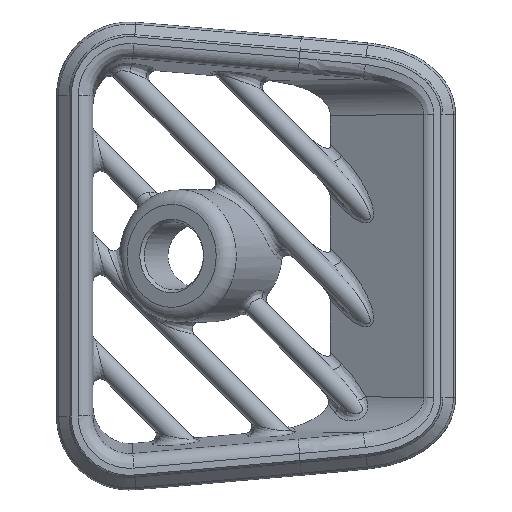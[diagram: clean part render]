
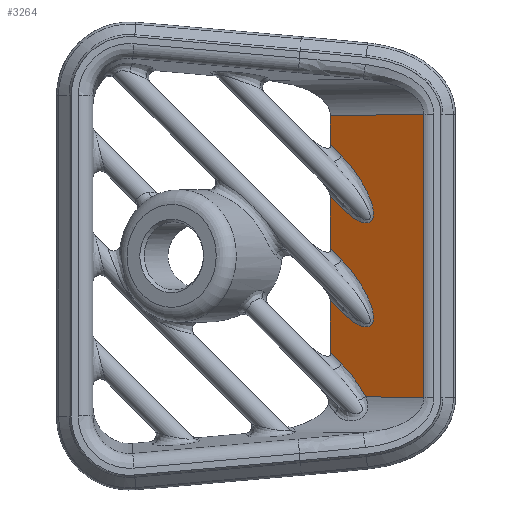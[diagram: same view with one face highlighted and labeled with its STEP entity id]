
A CAD part, top view. The second image highlights one B-rep face of the part: STEP entity #3264.
In plain terms, the highlighted planar face has unit normal (-0.5, 0, 0.866).
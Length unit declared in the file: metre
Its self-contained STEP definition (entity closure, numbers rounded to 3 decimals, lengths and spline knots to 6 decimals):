
#129=PLANE('',#3536);
#244=LINE('',#5101,#421);
#245=LINE('',#5104,#422);
#246=LINE('',#5106,#423);
#247=LINE('',#5110,#424);
#248=LINE('',#5112,#425);
#249=LINE('',#5114,#426);
#250=LINE('',#5118,#427);
#251=LINE('',#5120,#428);
#252=LINE('',#5122,#429);
#253=LINE('',#5126,#430);
#254=LINE('',#5128,#431);
#421=VECTOR('',#3895,1.);
#422=VECTOR('',#3896,1.);
#423=VECTOR('',#3897,1.);
#424=VECTOR('',#3900,1.);
#425=VECTOR('',#3901,1.);
#426=VECTOR('',#3902,1.);
#427=VECTOR('',#3905,1.);
#428=VECTOR('',#3906,1.);
#429=VECTOR('',#3907,1.);
#430=VECTOR('',#3910,1.);
#431=VECTOR('',#3911,1.);
#996=ORIENTED_EDGE('',*,*,#2026,.T.);
#997=ORIENTED_EDGE('',*,*,#2027,.T.);
#998=ORIENTED_EDGE('',*,*,#2028,.T.);
#999=ORIENTED_EDGE('',*,*,#2029,.T.);
#1000=ORIENTED_EDGE('',*,*,#2030,.T.);
#1001=ORIENTED_EDGE('',*,*,#2031,.T.);
#1002=ORIENTED_EDGE('',*,*,#2032,.T.);
#1003=ORIENTED_EDGE('',*,*,#2033,.T.);
#1004=ORIENTED_EDGE('',*,*,#2034,.T.);
#1005=ORIENTED_EDGE('',*,*,#2035,.T.);
#1006=ORIENTED_EDGE('',*,*,#2036,.T.);
#1007=ORIENTED_EDGE('',*,*,#2037,.T.);
#1008=ORIENTED_EDGE('',*,*,#2038,.T.);
#1009=ORIENTED_EDGE('',*,*,#2039,.T.);
#2026=EDGE_CURVE('',#2538,#2539,#244,.T.);
#2027=EDGE_CURVE('',#2539,#2540,#245,.T.);
#2028=EDGE_CURVE('',#2540,#2541,#246,.T.);
#2029=EDGE_CURVE('',#2541,#2542,#2702,.F.);
#2030=EDGE_CURVE('',#2542,#2543,#247,.T.);
#2031=EDGE_CURVE('',#2543,#2544,#248,.T.);
#2032=EDGE_CURVE('',#2544,#2545,#249,.T.);
#2033=EDGE_CURVE('',#2545,#2546,#2703,.F.);
#2034=EDGE_CURVE('',#2546,#2547,#250,.T.);
#2035=EDGE_CURVE('',#2547,#2548,#251,.T.);
#2036=EDGE_CURVE('',#2548,#2549,#252,.T.);
#2037=EDGE_CURVE('',#2549,#2550,#2704,.F.);
#2038=EDGE_CURVE('',#2550,#2551,#253,.T.);
#2039=EDGE_CURVE('',#2551,#2538,#254,.T.);
#2538=VERTEX_POINT('',#5102);
#2539=VERTEX_POINT('',#5103);
#2540=VERTEX_POINT('',#5105);
#2541=VERTEX_POINT('',#5107);
#2542=VERTEX_POINT('',#5109);
#2543=VERTEX_POINT('',#5111);
#2544=VERTEX_POINT('',#5113);
#2545=VERTEX_POINT('',#5115);
#2546=VERTEX_POINT('',#5117);
#2547=VERTEX_POINT('',#5119);
#2548=VERTEX_POINT('',#5121);
#2549=VERTEX_POINT('',#5123);
#2550=VERTEX_POINT('',#5125);
#2551=VERTEX_POINT('',#5127);
#2702=ELLIPSE('',#3537,0.007071,0.0025);
#2703=ELLIPSE('',#3538,0.007071,0.0025);
#2704=ELLIPSE('',#3539,0.007071,0.0025);
#2751=EDGE_LOOP('',(#996,#997,#998,#999,#1000,#1001,#1002,#1003,#1004,#1005,
#1006,#1007,#1008,#1009));
#2987=FACE_BOUND('',#2751,.T.);
#3264=ADVANCED_FACE('',(#2987),#129,.T.);
#3536=AXIS2_PLACEMENT_3D('',#5100,#3893,#3894);
#3537=AXIS2_PLACEMENT_3D('',#5108,#3898,#3899);
#3538=AXIS2_PLACEMENT_3D('',#5116,#3903,#3904);
#3539=AXIS2_PLACEMENT_3D('',#5124,#3908,#3909);
#3893=DIRECTION('',(-0.5,0.,0.866));
#3894=DIRECTION('',(0.,-1.,0.));
#3895=DIRECTION('',(-0.866,-0.013,-0.5));
#3896=DIRECTION('',(0.,-1.,0.));
#3897=DIRECTION('',(0.655,-0.655,0.378));
#3898=DIRECTION('',(-0.5,0.,0.866));
#3899=DIRECTION('',(0.567,-0.756,0.327));
#3900=DIRECTION('',(-0.655,0.655,-0.378));
#3901=DIRECTION('',(0.,-1.,0.));
#3902=DIRECTION('',(0.655,-0.655,0.378));
#3903=DIRECTION('',(-0.5,0.,0.866));
#3904=DIRECTION('',(0.567,-0.756,0.327));
#3905=DIRECTION('',(-0.655,0.655,-0.378));
#3906=DIRECTION('',(0.,-1.,0.));
#3907=DIRECTION('',(0.655,-0.655,0.378));
#3908=DIRECTION('',(-0.5,0.,0.866));
#3909=DIRECTION('',(0.567,-0.756,0.327));
#3910=DIRECTION('',(0.866,-0.013,0.5));
#3911=DIRECTION('',(0.,1.,0.));
#5100=CARTESIAN_POINT('',(0.002084,-0.022288,0.));
#5101=CARTESIAN_POINT('',(0.002129,0.019062,0.000026));
#5102=CARTESIAN_POINT('',(0.016083,0.019267,0.008083));
#5103=CARTESIAN_POINT('',(0.003376,0.01908,0.000746));
#5104=CARTESIAN_POINT('',(0.003376,0.016441,0.000746));
#5105=CARTESIAN_POINT('',(0.003376,0.015148,0.000746));
#5106=CARTESIAN_POINT('',(0.018682,-0.000157,0.009583));
#5107=CARTESIAN_POINT('',(0.004914,0.013611,0.001634));
#5108=CARTESIAN_POINT('',(0.004914,0.010075,0.001634));
#5109=CARTESIAN_POINT('',(0.004914,0.00654,0.001634));
#5110=CARTESIAN_POINT('',(0.015651,-0.004198,0.007833));
#5111=CARTESIAN_POINT('',(0.003376,0.008077,0.000746));
#5112=CARTESIAN_POINT('',(0.003376,0.002299,0.000746));
#5113=CARTESIAN_POINT('',(0.003376,0.001006,0.000746));
#5114=CARTESIAN_POINT('',(0.012621,-0.008238,0.006084));
#5115=CARTESIAN_POINT('',(0.004914,-0.000531,0.001634));
#5116=CARTESIAN_POINT('',(0.004914,-0.004067,0.001634));
#5117=CARTESIAN_POINT('',(0.004914,-0.007602,0.001634));
#5118=CARTESIAN_POINT('',(0.00959,-0.012279,0.004334));
#5119=CARTESIAN_POINT('',(0.003376,-0.006065,0.000746));
#5120=CARTESIAN_POINT('',(0.003376,-0.011843,0.000746));
#5121=CARTESIAN_POINT('',(0.003376,-0.013136,0.000746));
#5122=CARTESIAN_POINT('',(0.00656,-0.016319,0.002584));
#5123=CARTESIAN_POINT('',(0.004914,-0.014673,0.001634));
#5124=CARTESIAN_POINT('',(0.004914,-0.018209,0.001634));
#5125=CARTESIAN_POINT('',(0.008178,-0.019151,0.003519));
#5126=CARTESIAN_POINT('',(0.016764,-0.019277,0.008476));
#5127=CARTESIAN_POINT('',(0.016083,-0.019267,0.008083));
#5128=CARTESIAN_POINT('',(0.016083,-0.022288,0.008083));
